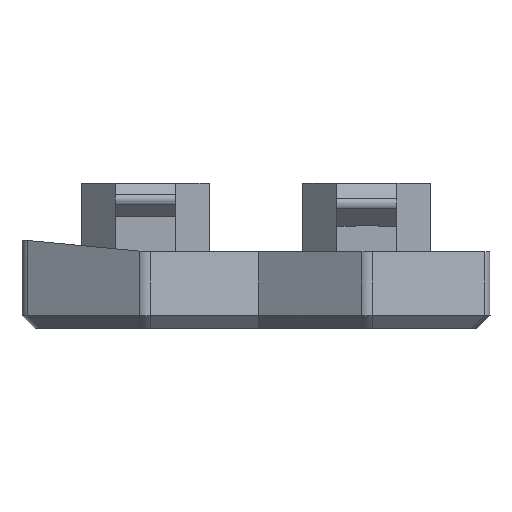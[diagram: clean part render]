
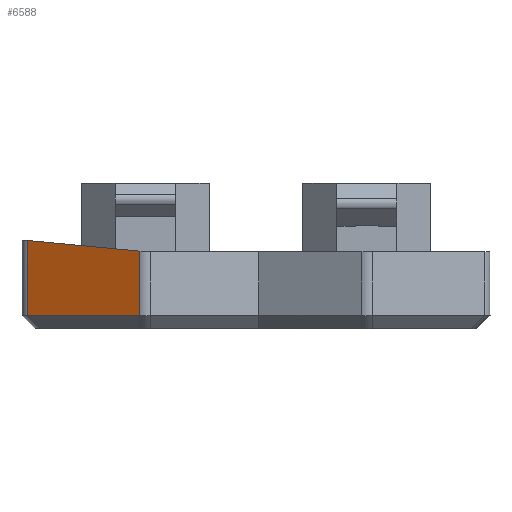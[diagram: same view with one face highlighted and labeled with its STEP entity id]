
A CAD part, left-side view. The second image highlights one B-rep face of the part: STEP entity #6588.
In plain terms, the highlighted planar face has unit normal (-0.866, 0.5, 0).
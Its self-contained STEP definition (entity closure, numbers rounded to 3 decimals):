
#86=ELLIPSE('',#7109,1.298,0.85);
#87=ELLIPSE('',#7114,1.298,0.85);
#279=PLANE('',#7116);
#860=FACE_OUTER_BOUND('',#1208,.T.);
#1208=EDGE_LOOP('',(#5977,#5978,#5979,#5980,#5981,#5982));
#1637=LINE('',#14252,#2305);
#1744=LINE('',#14512,#2412);
#1927=LINE('',#15027,#2595);
#1933=LINE('',#15053,#2601);
#2305=VECTOR('',#7985,10.);
#2412=VECTOR('',#8222,10.);
#2595=VECTOR('',#8665,10.);
#2601=VECTOR('',#8687,10.);
#3067=VERTEX_POINT('',#14249);
#3068=VERTEX_POINT('',#14251);
#3146=VERTEX_POINT('',#14511);
#3262=VERTEX_POINT('',#15016);
#3263=VERTEX_POINT('',#15029);
#3264=VERTEX_POINT('',#15049);
#3839=EDGE_CURVE('',#3068,#3067,#1637,.F.);
#3967=EDGE_CURVE('',#3146,#3068,#1744,.T.);
#4185=EDGE_CURVE('',#3262,#3067,#1927,.T.);
#4187=EDGE_CURVE('',#3263,#3262,#86,.T.);
#4192=EDGE_CURVE('',#3146,#3264,#87,.T.);
#4194=EDGE_CURVE('',#3264,#3263,#1933,.T.);
#5977=ORIENTED_EDGE('',*,*,#4185,.F.);
#5978=ORIENTED_EDGE('',*,*,#4187,.F.);
#5979=ORIENTED_EDGE('',*,*,#4194,.F.);
#5980=ORIENTED_EDGE('',*,*,#4192,.F.);
#5981=ORIENTED_EDGE('',*,*,#3967,.T.);
#5982=ORIENTED_EDGE('',*,*,#3839,.T.);
#6588=ADVANCED_FACE('',(#860),#279,.F.);
#7109=AXIS2_PLACEMENT_3D('',#15031,#8669,#8670);
#7114=AXIS2_PLACEMENT_3D('',#15050,#8682,#8683);
#7116=AXIS2_PLACEMENT_3D('',#15054,#8688,#8689);
#7985=DIRECTION('',(-0.498,-0.863,-0.082));
#8222=DIRECTION('',(0.,0.,1.));
#8665=DIRECTION('',(0.,0.,1.));
#8669=DIRECTION('center_axis',(0.866,-0.5,0.));
#8670=DIRECTION('ref_axis',(-0.25,-0.433,-0.866));
#8682=DIRECTION('center_axis',(0.866,-0.5,0.));
#8683=DIRECTION('ref_axis',(0.25,0.433,-0.866));
#8687=DIRECTION('',(0.5,0.866,0.));
#8688=DIRECTION('center_axis',(0.866,-0.5,0.));
#8689=DIRECTION('ref_axis',(0.5,0.866,0.));
#14249=CARTESIAN_POINT('',(-77.84,185.64,4.978));
#14251=CARTESIAN_POINT('',(-81.502,179.296,4.377));
#14252=CARTESIAN_POINT('',(-80.166,181.61,4.596));
#14511=CARTESIAN_POINT('',(-81.502,179.296,0.75));
#14512=CARTESIAN_POINT('',(-81.502,179.296,4.35));
#15016=CARTESIAN_POINT('',(-77.84,185.64,0.75));
#15027=CARTESIAN_POINT('',(-77.84,185.64,4.35));
#15029=CARTESIAN_POINT('',(-77.84,185.639,0.75));
#15031=CARTESIAN_POINT('Origin',(-77.666,185.94,1.952));
#15049=CARTESIAN_POINT('',(-81.502,179.297,0.75));
#15050=CARTESIAN_POINT('Origin',(-81.675,178.996,1.952));
#15053=CARTESIAN_POINT('',(-79.659,182.489,0.75));
#15054=CARTESIAN_POINT('Origin',(-78.295,184.85,0.75));
